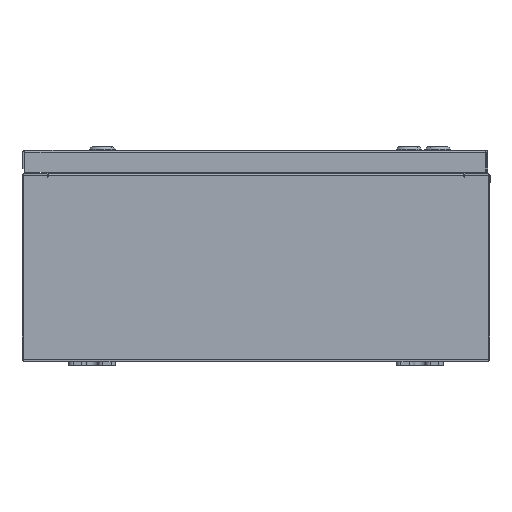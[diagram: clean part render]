
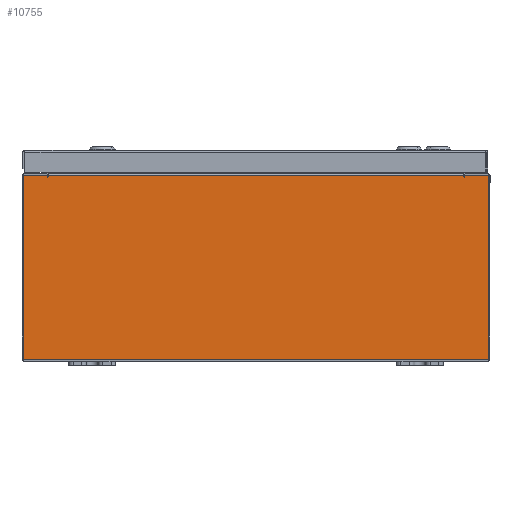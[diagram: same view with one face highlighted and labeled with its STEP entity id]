
A CAD part, front view. The second image highlights one B-rep face of the part: STEP entity #10755.
In plain terms, the highlighted face is planar.
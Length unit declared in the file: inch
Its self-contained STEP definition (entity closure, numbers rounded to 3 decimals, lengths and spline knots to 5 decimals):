
#254 = CARTESIAN_POINT ( 'NONE',  ( -8.8872, 0., 3.87495 ) ) ;
#899 = VECTOR ( 'NONE', #47096, 39.37008 ) ;
#1121 = LINE ( 'NONE', #27837, #49805 ) ;
#1582 = EDGE_CURVE ( 'NONE', #6047, #48589, #31008, .T. ) ;
#2181 = CARTESIAN_POINT ( 'NONE',  ( 8.92455, 0., 3.9253 ) ) ;
#2913 = DIRECTION ( 'NONE',  ( 0., -1., 0. ) ) ;
#3025 = DIRECTION ( 'NONE',  ( -1., 0., 0. ) ) ;
#3823 = AXIS2_PLACEMENT_3D ( 'NONE', #27176, #2913, #36922 ) ;
#6047 = VERTEX_POINT ( 'NONE', #54470 ) ;
#6818 = EDGE_CURVE ( 'NONE', #25409, #48589, #45894, .T. ) ;
#7198 = ORIENTED_EDGE ( 'NONE', *, *, #46932, .T. ) ;
#7399 = CIRCLE ( 'NONE', #59037, 0.01868 ) ;
#7728 = VERTEX_POINT ( 'NONE', #254 ) ;
#8478 = DIRECTION ( 'NONE',  ( 0., 0., -1. ) ) ;
#8815 = LINE ( 'NONE', #42922, #21744 ) ;
#8908 = DIRECTION ( 'NONE',  ( 0., 0., -1. ) ) ;
#10755 = ADVANCED_FACE ( 'NONE', ( #16923 ), #61139, .F. ) ;
#10957 = ORIENTED_EDGE ( 'NONE', *, *, #1582, .F. ) ;
#11138 = VERTEX_POINT ( 'NONE', #41843 ) ;
#11464 = ORIENTED_EDGE ( 'NONE', *, *, #21667, .F. ) ;
#12183 = ORIENTED_EDGE ( 'NONE', *, *, #44372, .F. ) ;
#13490 = LINE ( 'NONE', #33961, #52264 ) ;
#13766 = CARTESIAN_POINT ( 'NONE',  ( 9.9253, 0., 3.9253 ) ) ;
#13784 = EDGE_CURVE ( 'NONE', #21154, #52296, #27809, .T. ) ;
#15244 = VERTEX_POINT ( 'NONE', #2181 ) ;
#16157 = CARTESIAN_POINT ( 'NONE',  ( -8.90587, 0., 3.87495 ) ) ;
#16923 = FACE_OUTER_BOUND ( 'NONE', #41690, .T. ) ;
#18048 = EDGE_CURVE ( 'NONE', #15244, #40729, #34354, .T. ) ;
#18128 = VECTOR ( 'NONE', #19124, 39.37008 ) ;
#18729 = ORIENTED_EDGE ( 'NONE', *, *, #33220, .F. ) ;
#19124 = DIRECTION ( 'NONE',  ( 0., 0., 1. ) ) ;
#19513 = CARTESIAN_POINT ( 'NONE',  ( -9.9253, 0., 3.9253 ) ) ;
#19934 = VECTOR ( 'NONE', #33928, 39.37008 ) ;
#20668 = ORIENTED_EDGE ( 'NONE', *, *, #18048, .T. ) ;
#21050 = DIRECTION ( 'NONE',  ( 0., 0., -1. ) ) ;
#21154 = VERTEX_POINT ( 'NONE', #39771 ) ;
#21279 = CARTESIAN_POINT ( 'NONE',  ( -9.9253, 0., -3.9253 ) ) ;
#21448 = VECTOR ( 'NONE', #3025, 39.37008 ) ;
#21667 = EDGE_CURVE ( 'NONE', #54190, #37079, #37323, .T. ) ;
#21744 = VECTOR ( 'NONE', #8908, 39.37008 ) ;
#24173 = ORIENTED_EDGE ( 'NONE', *, *, #37254, .T. ) ;
#24367 = DIRECTION ( 'NONE',  ( 0., 1., 0. ) ) ;
#25409 = VERTEX_POINT ( 'NONE', #46655 ) ;
#26139 = DIRECTION ( 'NONE',  ( 0., 0., 1. ) ) ;
#26782 = CARTESIAN_POINT ( 'NONE',  ( -8.8872, 0., 3.9123 ) ) ;
#27176 = CARTESIAN_POINT ( 'NONE',  ( 0., 0., 0. ) ) ;
#27288 = CARTESIAN_POINT ( 'NONE',  ( -9.9253, 0., -3.9253 ) ) ;
#27809 = LINE ( 'NONE', #26782, #42257 ) ;
#27837 = CARTESIAN_POINT ( 'NONE',  ( 8.92455, 0., 0. ) ) ;
#29060 = CARTESIAN_POINT ( 'NONE',  ( -9.9253, 0., 3.9253 ) ) ;
#29668 = ORIENTED_EDGE ( 'NONE', *, *, #58787, .F. ) ;
#31008 = LINE ( 'NONE', #33562, #18128 ) ;
#32446 = CARTESIAN_POINT ( 'NONE',  ( -9.9253, 0., 3.9253 ) ) ;
#32669 = ORIENTED_EDGE ( 'NONE', *, *, #6818, .T. ) ;
#32901 = VECTOR ( 'NONE', #26139, 39.37008 ) ;
#32994 = VECTOR ( 'NONE', #58386, 39.37008 ) ;
#33220 = EDGE_CURVE ( 'NONE', #21154, #7728, #8815, .T. ) ;
#33562 = CARTESIAN_POINT ( 'NONE',  ( -8.92455, 0., 0. ) ) ;
#33928 = DIRECTION ( 'NONE',  ( 1., 0., 0. ) ) ;
#33961 = CARTESIAN_POINT ( 'NONE',  ( 9.9253, 0., 3.9253 ) ) ;
#34164 = CARTESIAN_POINT ( 'NONE',  ( 8.8872, 0., 3.87495 ) ) ;
#34354 = LINE ( 'NONE', #29060, #19934 ) ;
#35375 = ORIENTED_EDGE ( 'NONE', *, *, #53367, .T. ) ;
#36922 = DIRECTION ( 'NONE',  ( 0., 0., -1. ) ) ;
#37079 = VERTEX_POINT ( 'NONE', #34164 ) ;
#37254 = EDGE_CURVE ( 'NONE', #59833, #25409, #39715, .T. ) ;
#37323 = CIRCLE ( 'NONE', #39201, 0.01868 ) ;
#39201 = AXIS2_PLACEMENT_3D ( 'NONE', #53461, #24367, #58348 ) ;
#39715 = LINE ( 'NONE', #32446, #899 ) ;
#39771 = CARTESIAN_POINT ( 'NONE',  ( -8.8872, 0., 3.9123 ) ) ;
#40729 = VERTEX_POINT ( 'NONE', #13766 ) ;
#41690 = EDGE_LOOP ( 'NONE', ( #10957, #58892, #18729, #49084, #12183, #11464, #29668, #20668, #35375, #7198, #24173, #32669 ) ) ;
#41843 = CARTESIAN_POINT ( 'NONE',  ( 9.9253, 0., -3.9253 ) ) ;
#42257 = VECTOR ( 'NONE', #60744, 39.37008 ) ;
#42922 = CARTESIAN_POINT ( 'NONE',  ( -8.8872, 0., 0. ) ) ;
#44372 = EDGE_CURVE ( 'NONE', #37079, #52296, #47352, .T. ) ;
#45751 = LINE ( 'NONE', #27288, #21448 ) ;
#45894 = LINE ( 'NONE', #19513, #32994 ) ;
#46150 = CARTESIAN_POINT ( 'NONE',  ( 8.8872, 0., 3.9123 ) ) ;
#46655 = CARTESIAN_POINT ( 'NONE',  ( -9.9253, 0., 3.9253 ) ) ;
#46932 = EDGE_CURVE ( 'NONE', #11138, #59833, #45751, .T. ) ;
#47096 = DIRECTION ( 'NONE',  ( 0., 0., 1. ) ) ;
#47352 = LINE ( 'NONE', #55245, #32901 ) ;
#48589 = VERTEX_POINT ( 'NONE', #61928 ) ;
#48759 = CARTESIAN_POINT ( 'NONE',  ( 8.92455, 0., 3.87495 ) ) ;
#49084 = ORIENTED_EDGE ( 'NONE', *, *, #13784, .T. ) ;
#49805 = VECTOR ( 'NONE', #8478, 39.37008 ) ;
#50143 = DIRECTION ( 'NONE',  ( 0., 1., 0. ) ) ;
#52264 = VECTOR ( 'NONE', #63046, 39.37008 ) ;
#52296 = VERTEX_POINT ( 'NONE', #46150 ) ;
#52685 = EDGE_CURVE ( 'NONE', #7728, #6047, #7399, .T. ) ;
#53367 = EDGE_CURVE ( 'NONE', #40729, #11138, #13490, .T. ) ;
#53461 = CARTESIAN_POINT ( 'NONE',  ( 8.90588, 0., 3.87495 ) ) ;
#54190 = VERTEX_POINT ( 'NONE', #48759 ) ;
#54470 = CARTESIAN_POINT ( 'NONE',  ( -8.92455, 0., 3.87495 ) ) ;
#55245 = CARTESIAN_POINT ( 'NONE',  ( 8.8872, 0., 0. ) ) ;
#58348 = DIRECTION ( 'NONE',  ( 0., 0., -1. ) ) ;
#58386 = DIRECTION ( 'NONE',  ( 1., 0., 0. ) ) ;
#58787 = EDGE_CURVE ( 'NONE', #15244, #54190, #1121, .T. ) ;
#58892 = ORIENTED_EDGE ( 'NONE', *, *, #52685, .F. ) ;
#59037 = AXIS2_PLACEMENT_3D ( 'NONE', #16157, #50143, #21050 ) ;
#59833 = VERTEX_POINT ( 'NONE', #21279 ) ;
#60744 = DIRECTION ( 'NONE',  ( 1., 0., 0. ) ) ;
#61139 = PLANE ( 'NONE',  #3823 ) ;
#61928 = CARTESIAN_POINT ( 'NONE',  ( -8.92455, 0., 3.9253 ) ) ;
#63046 = DIRECTION ( 'NONE',  ( 0., 0., -1. ) ) ;
